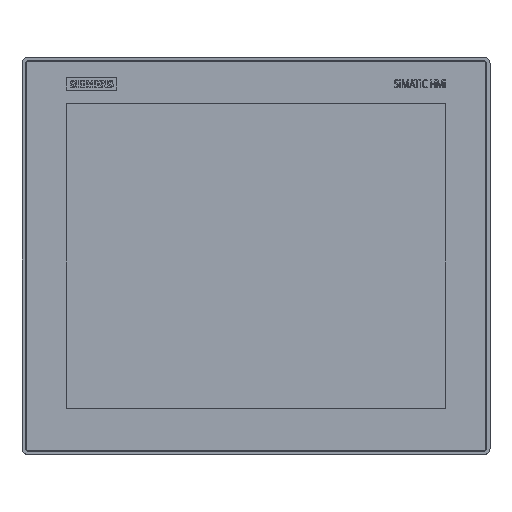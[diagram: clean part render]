
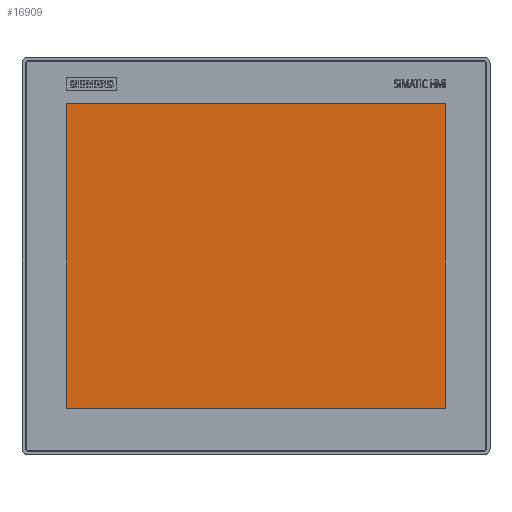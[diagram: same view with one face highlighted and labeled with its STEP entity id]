
A CAD part, top view. The second image highlights one B-rep face of the part: STEP entity #16909.
In plain terms, the highlighted face is planar.
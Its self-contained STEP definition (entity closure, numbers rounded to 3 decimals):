
#8233=FACE_OUTER_BOUND('',#20565,.T.);
#12380=LINE('',#51677,#14744);
#12381=LINE('',#51680,#14745);
#12382=LINE('',#51682,#14746);
#12383=LINE('',#51684,#14747);
#14744=VECTOR('',#43225,1.);
#14745=VECTOR('',#43226,1.);
#14746=VECTOR('',#43227,1.);
#14747=VECTOR('',#43228,1.);
#16909=ADVANCED_FACE('',(#8233),#18672,.F.);
#18672=PLANE('',#39812);
#20565=EDGE_LOOP('',(#24244,#24245,#24246,#24247));
#24244=ORIENTED_EDGE('',*,*,#35471,.T.);
#24245=ORIENTED_EDGE('',*,*,#35472,.T.);
#24246=ORIENTED_EDGE('',*,*,#35473,.T.);
#24247=ORIENTED_EDGE('',*,*,#35474,.T.);
#32170=VERTEX_POINT('',#51678);
#32171=VERTEX_POINT('',#51679);
#32172=VERTEX_POINT('',#51681);
#32173=VERTEX_POINT('',#51683);
#35471=EDGE_CURVE('',#32170,#32171,#12380,.T.);
#35472=EDGE_CURVE('',#32171,#32172,#12381,.T.);
#35473=EDGE_CURVE('',#32172,#32173,#12382,.T.);
#35474=EDGE_CURVE('',#32173,#32170,#12383,.T.);
#39812=AXIS2_PLACEMENT_3D('',#51685,#43229,#43230);
#43225=DIRECTION('',(0.,0.,-1.));
#43226=DIRECTION('',(1.,0.,0.));
#43227=DIRECTION('',(0.,0.,1.));
#43228=DIRECTION('',(-1.,0.,0.));
#43229=DIRECTION('',(0.,1.,0.));
#43230=DIRECTION('',(0.,0.,1.));
#51677=CARTESIAN_POINT('',(-189.16,-33.89,-113.28));
#51678=CARTESIAN_POINT('',(-189.16,-33.89,189.78));
#51679=CARTESIAN_POINT('',(-189.16,-33.89,-113.28));
#51680=CARTESIAN_POINT('',(189.16,-33.89,-113.28));
#51681=CARTESIAN_POINT('',(189.16,-33.89,-113.28));
#51682=CARTESIAN_POINT('',(189.16,-33.89,189.78));
#51683=CARTESIAN_POINT('',(189.16,-33.89,189.78));
#51684=CARTESIAN_POINT('',(-189.16,-33.89,189.78));
#51685=CARTESIAN_POINT('',(0.,-33.89,0.));
